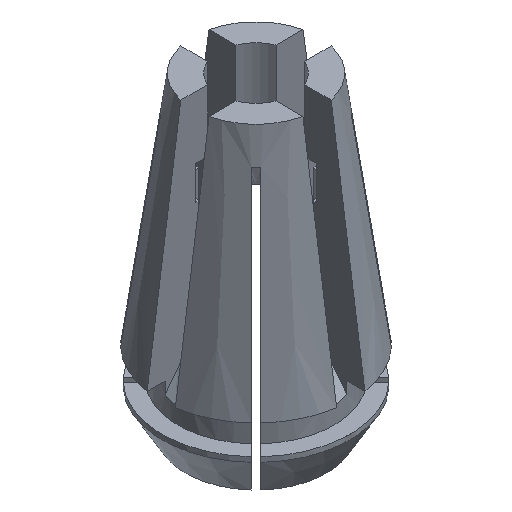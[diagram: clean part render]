
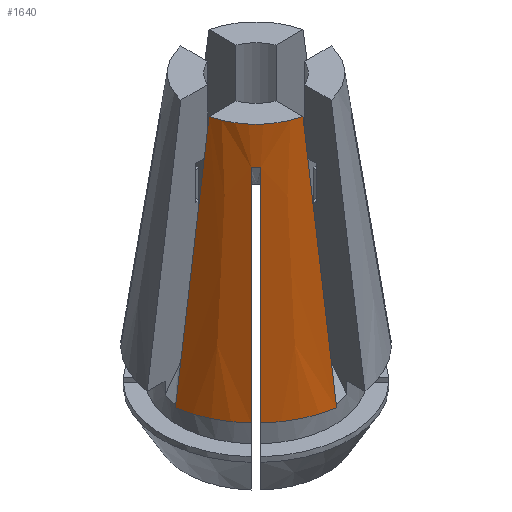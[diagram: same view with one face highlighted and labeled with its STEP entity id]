
A CAD part, isometric view. The second image highlights one B-rep face of the part: STEP entity #1640.
In plain terms, the highlighted conical face has half-angle 8 degrees and reference radius 8.464 mm.
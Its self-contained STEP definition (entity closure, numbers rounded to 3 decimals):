
#35 = CARTESIAN_POINT ( 'NONE',  ( -4.424, -3.999, -3.008 ) ) ;
#82 = CARTESIAN_POINT ( 'NONE',  ( -3.999, -4.424, -3.008 ) ) ;
#165 = VERTEX_POINT ( 'NONE', #2742 ) ;
#202 = CARTESIAN_POINT ( 'NONE',  ( -5.823, -5.399, -17.077 ) ) ;
#241 = CARTESIAN_POINT ( 'NONE',  ( -1.25, -7.386, -13.866 ) ) ;
#278 = DIRECTION ( 'NONE',  ( 0., 0., 1. ) ) ;
#332 = AXIS2_PLACEMENT_3D ( 'NONE', #1243, #2550, #3315 ) ;
#342 = VERTEX_POINT ( 'NONE', #3096 ) ;
#359 = CARTESIAN_POINT ( 'NONE',  ( -5.399, -5.823, -17.077 ) ) ;
#379 = B_SPLINE_CURVE_WITH_KNOTS ( 'NONE', 3,
 ( #2016, #730, #1220, #2279, #967, #202, #3005 ),
 .UNSPECIFIED., .F., .F.,
 ( 4, 3, 4 ),
 ( 0.003, 0.01, 0.021 ),
 .UNSPECIFIED. ) ;
#387 = DIRECTION ( 'NONE',  ( 0., 0., -1. ) ) ;
#462 = CARTESIAN_POINT ( 'NONE',  ( -7.386, -1.25, -13.866 ) ) ;
#643 = CARTESIAN_POINT ( 'NONE',  ( -3.999, -4.424, -3.008 ) ) ;
#730 = CARTESIAN_POINT ( 'NONE',  ( -4.643, -4.219, -5.216 ) ) ;
#732 = ORIENTED_EDGE ( 'NONE', *, *, #2644, .F. ) ;
#746 = CARTESIAN_POINT ( 'NONE',  ( -6.398, -1.25, -6.932 ) ) ;
#773 = EDGE_CURVE ( 'NONE', #1546, #165, #1801, .T. ) ;
#823 = CARTESIAN_POINT ( 'NONE',  ( -4.288, -4.147, -2.997 ) ) ;
#897 = EDGE_CURVE ( 'NONE', #3174, #1974, #2797, .T. ) ;
#967 = CARTESIAN_POINT ( 'NONE',  ( -5.453, -5.029, -13.355 ) ) ;
#1043 = CARTESIAN_POINT ( 'NONE',  ( -1.25, -6.398, -6.932 ) ) ;
#1110 = ORIENTED_EDGE ( 'NONE', *, *, #773, .T. ) ;
#1126 = EDGE_CURVE ( 'NONE', #1542, #1546, #3179, .T. ) ;
#1167 = ORIENTED_EDGE ( 'NONE', *, *, #3266, .T. ) ;
#1190 = CIRCLE ( 'NONE', #1984, 5.541 ) ;
#1220 = CARTESIAN_POINT ( 'NONE',  ( -4.863, -4.439, -7.424 ) ) ;
#1243 = CARTESIAN_POINT ( 'NONE',  ( 0., 0., -20.8 ) ) ;
#1284 = ORIENTED_EDGE ( 'NONE', *, *, #1504, .T. ) ;
#1285 = EDGE_LOOP ( 'NONE', ( #732, #1284, #1527, #1110, #1380, #1927, #1167, #2740 ) ) ;
#1296 = AXIS2_PLACEMENT_3D ( 'NONE', #2842, #278, #2816 ) ;
#1328 = B_SPLINE_CURVE_WITH_KNOTS ( 'NONE', 3,
 ( #2034, #1043, #241, #2046 ),
 .UNSPECIFIED., .F., .F.,
 ( 4, 4 ),
 ( 0.018, 0.039 ),
 .UNSPECIFIED. ) ;
#1380 = ORIENTED_EDGE ( 'NONE', *, *, #2787, .F. ) ;
#1386 = DIRECTION ( 'NONE',  ( 0., 0., 1. ) ) ;
#1402 = CARTESIAN_POINT ( 'NONE',  ( -4.439, -4.863, -7.424 ) ) ;
#1434 = CARTESIAN_POINT ( 'NONE',  ( -4.219, -4.643, -5.216 ) ) ;
#1474 = CONICAL_SURFACE ( 'NONE', #2654, 8.464, 0.14 ) ;
#1504 = EDGE_CURVE ( 'NONE', #2296, #1542, #2202, .T. ) ;
#1527 = ORIENTED_EDGE ( 'NONE', *, *, #1126, .T. ) ;
#1542 = VERTEX_POINT ( 'NONE', #82 ) ;
#1546 = VERTEX_POINT ( 'NONE', #2401 ) ;
#1640 = ADVANCED_FACE ( 'NONE', ( #2161 ), #1474, .T. ) ;
#1680 = DIRECTION ( 'NONE',  ( -1., 0., 0. ) ) ;
#1739 = CARTESIAN_POINT ( 'NONE',  ( -8.371, -1.25, -20.8 ) ) ;
#1801 = CIRCLE ( 'NONE', #332, 8.464 ) ;
#1820 = CARTESIAN_POINT ( 'NONE',  ( -3.999, -4.424, -3.008 ) ) ;
#1825 = CARTESIAN_POINT ( 'NONE',  ( -4.145, -4.289, -2.997 ) ) ;
#1867 = B_SPLINE_CURVE_WITH_KNOTS ( 'NONE', 3,
 ( #2785, #746, #462, #2776 ),
 .UNSPECIFIED., .F., .F.,
 ( 4, 4 ),
 ( 0.018, 0.039 ),
 .UNSPECIFIED. ) ;
#1871 = VERTEX_POINT ( 'NONE', #2852 ) ;
#1877 = CARTESIAN_POINT ( 'NONE',  ( -6.193, -5.769, -20.8 ) ) ;
#1927 = ORIENTED_EDGE ( 'NONE', *, *, #2890, .F. ) ;
#1974 = VERTEX_POINT ( 'NONE', #1877 ) ;
#1984 = AXIS2_PLACEMENT_3D ( 'NONE', #2700, #1386, #3176 ) ;
#2016 = CARTESIAN_POINT ( 'NONE',  ( -4.424, -3.999, -3.008 ) ) ;
#2034 = CARTESIAN_POINT ( 'NONE',  ( -1.25, -5.398, 0. ) ) ;
#2046 = CARTESIAN_POINT ( 'NONE',  ( -1.25, -8.371, -20.8 ) ) ;
#2161 = FACE_OUTER_BOUND ( 'NONE', #1285, .T. ) ;
#2202 = B_SPLINE_CURVE_WITH_KNOTS ( 'NONE', 3,
 ( #35, #823, #1825, #1820 ),
 .UNSPECIFIED., .F., .F.,
 ( 4, 4 ),
 ( 0.003, 0.004 ),
 .UNSPECIFIED. ) ;
#2279 = CARTESIAN_POINT ( 'NONE',  ( -5.082, -4.658, -9.632 ) ) ;
#2296 = VERTEX_POINT ( 'NONE', #2768 ) ;
#2401 = CARTESIAN_POINT ( 'NONE',  ( -5.769, -6.193, -20.8 ) ) ;
#2439 = CARTESIAN_POINT ( 'NONE',  ( -5.029, -5.453, -13.355 ) ) ;
#2550 = DIRECTION ( 'NONE',  ( 0., 0., 1. ) ) ;
#2644 = EDGE_CURVE ( 'NONE', #2296, #1974, #379, .T. ) ;
#2654 = AXIS2_PLACEMENT_3D ( 'NONE', #2723, #387, #1680 ) ;
#2667 = CARTESIAN_POINT ( 'NONE',  ( -5.769, -6.193, -20.8 ) ) ;
#2700 = CARTESIAN_POINT ( 'NONE',  ( 0., 0., 0. ) ) ;
#2714 = CARTESIAN_POINT ( 'NONE',  ( -4.658, -5.082, -9.632 ) ) ;
#2723 = CARTESIAN_POINT ( 'NONE',  ( 0., 0., -20.8 ) ) ;
#2740 = ORIENTED_EDGE ( 'NONE', *, *, #897, .T. ) ;
#2742 = CARTESIAN_POINT ( 'NONE',  ( -1.25, -8.371, -20.8 ) ) ;
#2768 = CARTESIAN_POINT ( 'NONE',  ( -4.424, -3.999, -3.008 ) ) ;
#2776 = CARTESIAN_POINT ( 'NONE',  ( -8.371, -1.25, -20.8 ) ) ;
#2785 = CARTESIAN_POINT ( 'NONE',  ( -5.398, -1.25, 0. ) ) ;
#2787 = EDGE_CURVE ( 'NONE', #342, #165, #1328, .T. ) ;
#2797 = CIRCLE ( 'NONE', #1296, 8.464 ) ;
#2816 = DIRECTION ( 'NONE',  ( 1., 0., 0. ) ) ;
#2842 = CARTESIAN_POINT ( 'NONE',  ( 0., 0., -20.8 ) ) ;
#2852 = CARTESIAN_POINT ( 'NONE',  ( -5.398, -1.25, 0. ) ) ;
#2890 = EDGE_CURVE ( 'NONE', #1871, #342, #1190, .T. ) ;
#3005 = CARTESIAN_POINT ( 'NONE',  ( -6.193, -5.769, -20.8 ) ) ;
#3096 = CARTESIAN_POINT ( 'NONE',  ( -1.25, -5.398, 0. ) ) ;
#3174 = VERTEX_POINT ( 'NONE', #1739 ) ;
#3176 = DIRECTION ( 'NONE',  ( 1., 0., 0. ) ) ;
#3179 = B_SPLINE_CURVE_WITH_KNOTS ( 'NONE', 3,
 ( #643, #1434, #1402, #2714, #2439, #359, #2667 ),
 .UNSPECIFIED., .F., .F.,
 ( 4, 3, 4 ),
 ( 0.003, 0.01, 0.021 ),
 .UNSPECIFIED. ) ;
#3266 = EDGE_CURVE ( 'NONE', #1871, #3174, #1867, .T. ) ;
#3315 = DIRECTION ( 'NONE',  ( 1., 0., 0. ) ) ;
